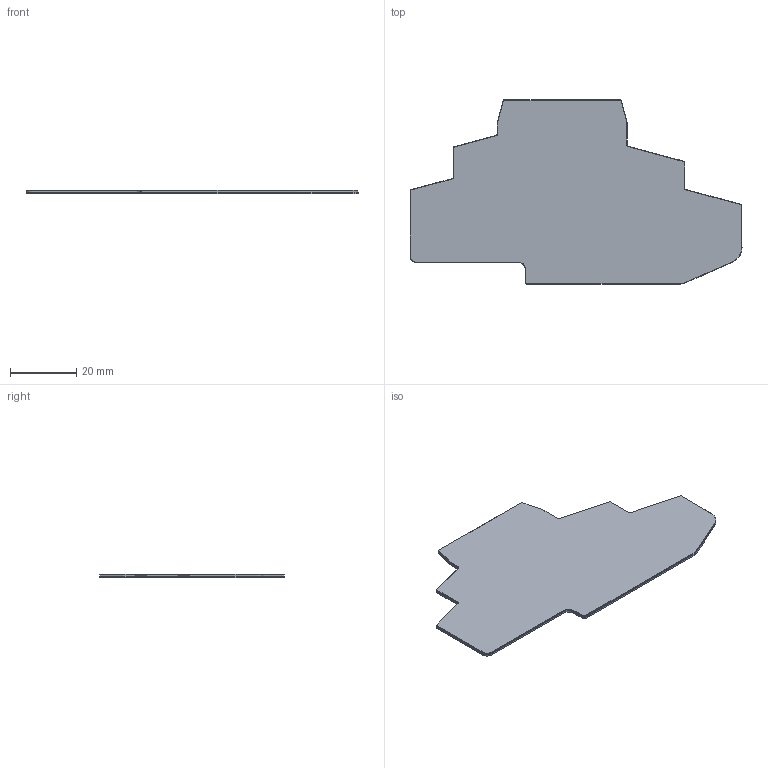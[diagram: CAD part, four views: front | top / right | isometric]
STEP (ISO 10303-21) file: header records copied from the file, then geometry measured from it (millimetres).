
FILE_DESCRIPTION (( 'STEP AP203' ), '1' );
FILE_NAME ('KN-PEC25-19-25.step', '2025-04-29T14:28:51', ( '' ), ( '' ), 'SwSTEP 2.0', 'SolidWorks 2024', '' );
FILE_SCHEMA (( 'CONFIG_CONTROL_DESIGN' ));
Length unit declared in the file: millimetre
Products named in the file (1): KN-PEC25-19-25
Bounding box: 100.28 x 55.65 x 1 mm (x, y, z)
Volume: 3975.9 mm3; surface area: 16205.5 mm2
Topology: 2 solids, 2 shells, 107 faces, 306 edges, 204 vertices
Faces by surface type: plane 56, cylinder 51
Entity records: 3597 total; most frequent: DIRECTION 624, CARTESIAN_POINT 618, ORIENTED_EDGE 612, EDGE_CURVE 306, AXIS2_PLACEMENT_3D 210, VECTOR 204, VERTEX_POINT 204, LINE 204
